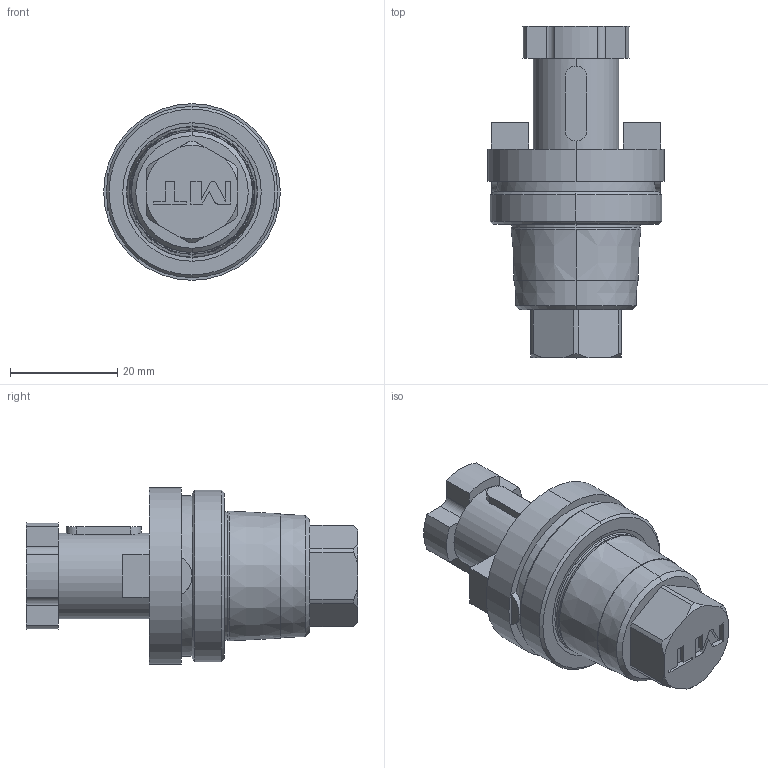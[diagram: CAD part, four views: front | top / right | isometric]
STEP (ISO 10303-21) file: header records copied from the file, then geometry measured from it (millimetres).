
FILE_DESCRIPTION((''),'2;1');
FILE_NAME('MTSK32C02_CONF','2024-06-25T10:47:38',('smalpassi'),('M.T. srl'),'CREO PARAMETRIC BY PTC INC, 2023352','CREO PARAMETRIC BY PTC INC, 2023352','');
FILE_SCHEMA(('CONFIG_CONTROL_DESIGN'));
Length unit declared in the file: millimetre
Products named in the file (1): MTSK32C02_CONF
Bounding box: 33 x 62 x 33 mm (x, y, z)
Volume: 25975.2 mm3; surface area: 6697.5 mm2
Topology: 1 solids, 1 shells, 122 faces, 304 edges, 194 vertices
Faces by surface type: plane 68, cylinder 28, cone 20, torus 4, extrusion 2
Entity records: 3801 total; most frequent: CARTESIAN_POINT 821, DIRECTION 612, ORIENTED_EDGE 608, EDGE_CURVE 304, AXIS2_PLACEMENT_3D 210, VERTEX_POINT 194, VECTOR 192, LINE 190
